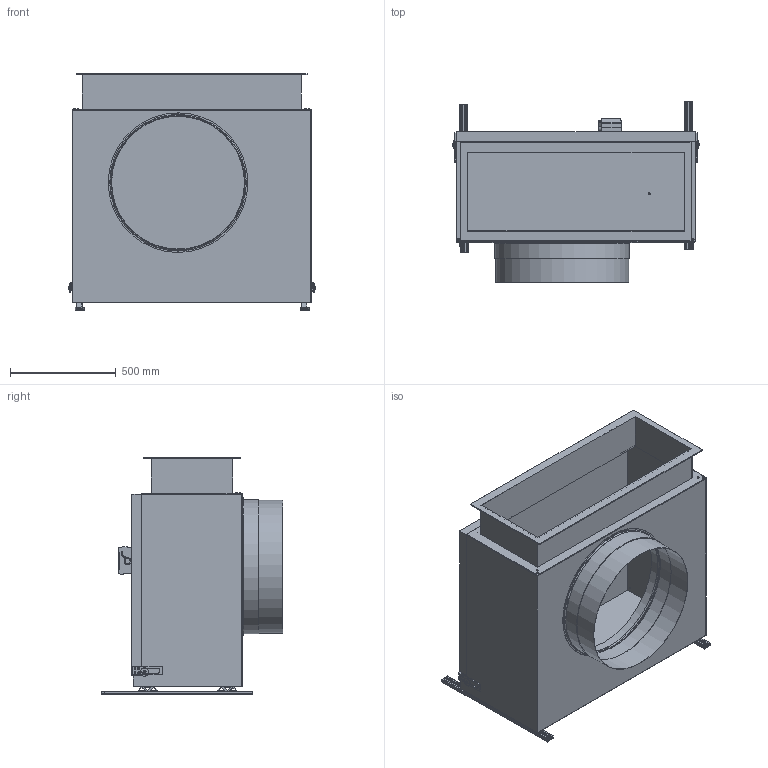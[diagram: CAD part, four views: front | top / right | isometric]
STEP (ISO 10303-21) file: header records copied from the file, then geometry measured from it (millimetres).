
FILE_DESCRIPTION( ( 'Unknown' ), '1' );
FILE_NAME( 'MXIC-63R.step', 'Unknown', ( 'Unknown' ), ( 'Unknown' ), 'PSStep 17.0.49', 'Unknown', ' ' );
FILE_SCHEMA( ( 'AUTOMOTIVE_DESIGN { 1 0 10303 214 1 1 1 1 }' ) );
Length unit declared in the file: millimetre
Products named in the file (14): Assem1; skal MXIC-35; dörr 63; lock 63; nit 1; spår 1; 40mm brica; 12mm skruv hexa; spår 2; kon 56; fot 1 ; trxtil delen; skena; dosa tjock del
Assembly tree (43 placements, depth 2):
  Assem1
    skal MXIC-35
    dörr 63
    lock 63
    nit 1  x25
    spår 1
    40mm brica  x2
    12mm skruv hexa  x2
    spår 2
    kon 56
    fot 1   x4
    trxtil delen
    skena  x2
    dosa tjock del
Bounding box: 1164.1 x 856.59 x 1119 mm (x, y, z)
Volume: 149435889.7 mm3; surface area: 9563629.5 mm2
Topology: 43 solids, 43 shells, 544 faces, 1214 edges, 822 vertices
Faces by surface type: plane 358, cylinder 149, torus 30, sphere 4, bspline 2, cone 1
Full cylindrical faces by diameter (mm): 4 x29, 4.005 x1, 5 x77, 6 x4, 7 x12, 9.141 x2, 10 x2, 40 x2, 628 x1, 630 x3, 636 x1, 660 x1
Entity records: 10001 total; most frequent: CARTESIAN_POINT 1449, DIRECTION 1309, ORIENTED_EDGE 1118, EDGE_CURVE 559, AXIS2_PLACEMENT_3D 455, VERTEX_POINT 399, LINE 399, VECTOR 399
